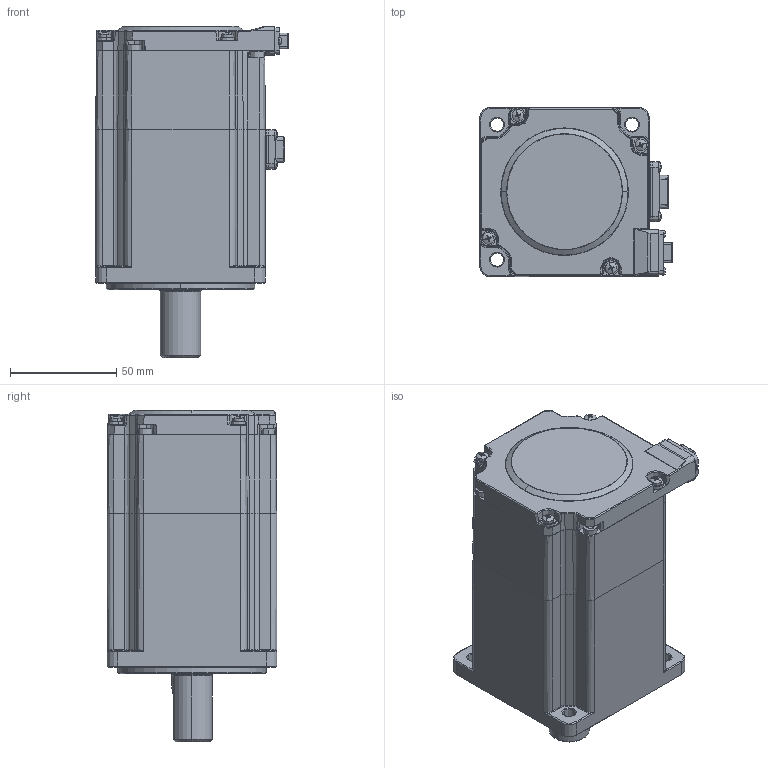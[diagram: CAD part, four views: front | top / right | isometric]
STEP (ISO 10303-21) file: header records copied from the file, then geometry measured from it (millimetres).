
FILE_DESCRIPTION (( 'STEP AP203' ), '1' );
FILE_NAME ('MS6H-80CN30BZ3-20P7-S.STEP', '2024-05-30T07:10:05', ( '' ), ( '' ), 'SwSTEP 2.0', 'SolidWorks 2022', '' );
FILE_SCHEMA (( 'CONFIG_CONTROL_DESIGN' ));
Length unit declared in the file: millimetre
Products named in the file (1): MS6H-80CN30BZ3-20P7-S
Bounding box: 90.8 x 80 x 156.1 mm (x, y, z)
Surface area: 58469.8 mm2 (no closed solid volume)
Topology: 0 solids, 33 shells, 1008 faces, 3189 edges, 2145 vertices
Faces by surface type: plane 382, cylinder 287, bspline 133, cone 92, torus 70, sphere 44
Entity records: 40237 total; most frequent: CARTESIAN_POINT 13075, DIRECTION 5703, ORIENTED_EDGE 5216, EDGE_CURVE 3167, VERTEX_POINT 2145, AXIS2_PLACEMENT_3D 2068, VECTOR 1567, LINE 1567
